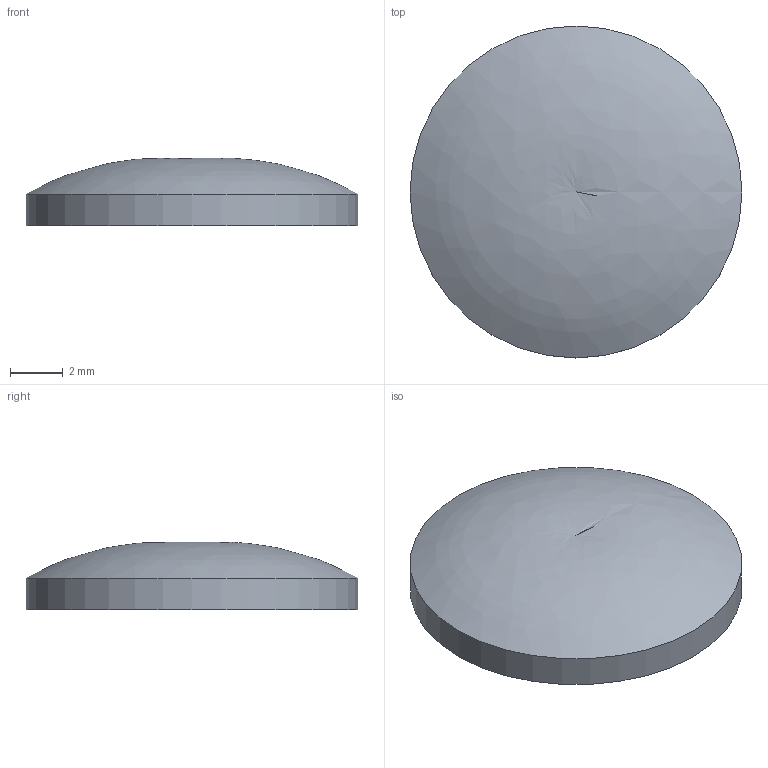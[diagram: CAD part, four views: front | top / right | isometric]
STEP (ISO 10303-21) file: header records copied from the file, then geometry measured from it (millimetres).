
FILE_DESCRIPTION(/* description */ (''),/* implementation_level */ '2;1');
FILE_NAME(/* name */ '00_Lens_f_29_d12.6.ipt.step',/* time_stamp */ '2022-11-29T07:43:27+01:00',/* author */ ('diederichbenedict'),/* organization */ (''),/* preprocessor_version */ 'ST-DEVELOPER v18.1',/* originating_system */ 'Autodesk Inventor 2022',/* authorisation */ '');
FILE_SCHEMA (('AUTOMOTIVE_DESIGN { 1 0 10303 214 3 1 1 }'));
Length unit declared in the file: millimetre
Products named in the file (1): 00_Lens_f_29_d12.6
Bounding box: 12.6 x 12.6 x 2.56 mm (x, y, z)
Volume: 247.9 mm3; surface area: 304.5 mm2
Topology: 1 solids, 1 shells, 3 faces, 6 edges, 4 vertices
Faces by surface type: bspline 1, cylinder 1, plane 1
Full cylindrical faces by diameter (mm): 12.6 x1
Entity records: 142 total; most frequent: CARTESIAN_POINT 39, DIRECTION 15, ORIENTED_EDGE 10, AXIS2_PLACEMENT_3D 7, EDGE_CURVE 5, CIRCLE 4, VERTEX_POINT 4, FACE_OUTER_BOUND 3
